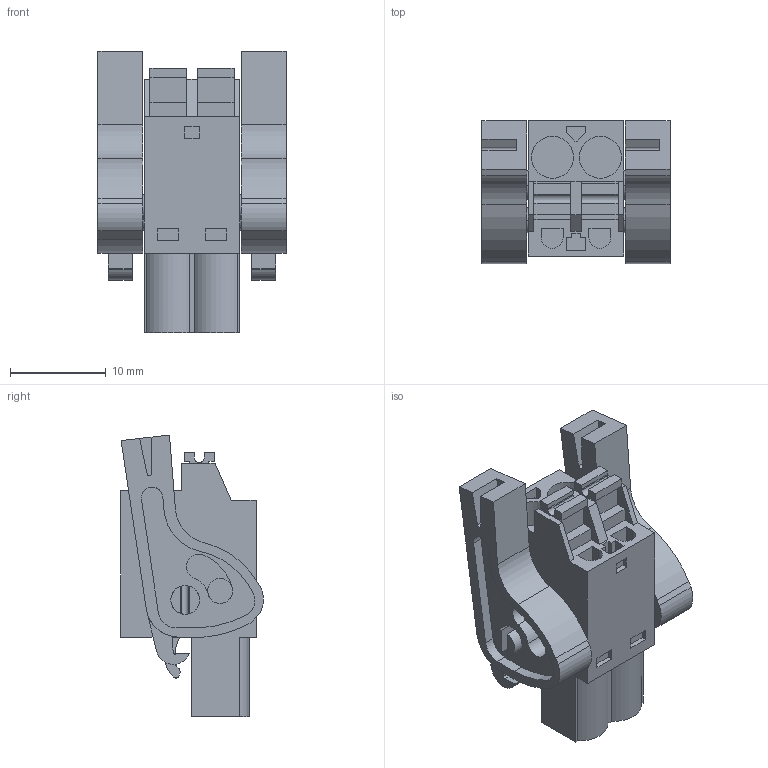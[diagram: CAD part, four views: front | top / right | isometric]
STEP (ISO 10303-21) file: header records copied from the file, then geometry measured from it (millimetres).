
FILE_DESCRIPTION(('CATIA V5 STEP Exchange','CAx-IF Rec.Pracs.--- Model Styling and Organization---1.2---2011-12-15'),'2;1');
FILE_NAME ('D1446673_0_1016340000_1016340000.stp','2017-04-27T13:22:33+00:00',('none'),('Weidmueller'),'CATIA Version 5-6 Release 2014','CATIA V5 STEP AP214','none');
FILE_SCHEMA(('AUTOMOTIVE_DESIGN { 1 0 10303 214 1 1 1 1 }'));
Length unit declared in the file: millimetre
Products named in the file (1): 1016340000
Bounding box: 19.7 x 14.96 x 29.52 mm (x, y, z)
Volume: 3642.9 mm3; surface area: 3491.2 mm2
Topology: 5 solids, 5 shells, 296 faces, 795 edges, 533 vertices
Faces by surface type: plane 208, cylinder 84, extrusion 4
Entity records: 9015 total; most frequent: CARTESIAN_POINT 1769, ORIENTED_EDGE 1590, DIRECTION 1261, EDGE_CURVE 795, VECTOR 608, LINE 604, VERTEX_POINT 533, AXIS2_PLACEMENT_3D 407
